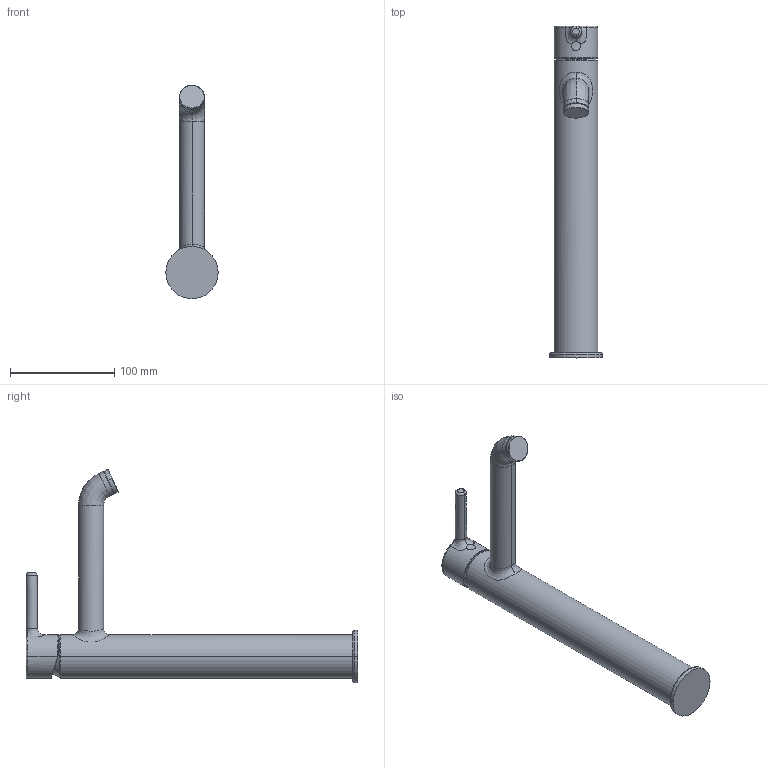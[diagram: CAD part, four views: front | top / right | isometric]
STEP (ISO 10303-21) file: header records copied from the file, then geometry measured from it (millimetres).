
FILE_DESCRIPTION (( 'STEP AP203' ), '1' );
FILE_NAME ('2601FH-33(2023)+5447220733(2023).STEP', '2023-05-15T09:56:39', ( '' ), ( '' ), 'SwSTEP 2.0', 'SolidWorks 2016', '' );
FILE_SCHEMA (( 'CONFIG_CONTROL_DESIGN' ));
Length unit declared in the file: millimetre
Products named in the file (1): 2601FH-33(2023)+5447220733(2023)
Bounding box: 50 x 317.71 x 204.16 mm (x, y, z)
Surface area: 68963.7 mm2 (no closed solid volume)
Topology: 0 solids, 5 shells, 68 faces, 140 edges, 85 vertices
Faces by surface type: bspline 36, cylinder 18, plane 14
Entity records: 9665 total; most frequent: CARTESIAN_POINT 8419, ORIENTED_EDGE 278, DIRECTION 175, EDGE_CURVE 140, VERTEX_POINT 85, AXIS2_PLACEMENT_3D 77, EDGE_LOOP 72, ADVANCED_FACE 68
